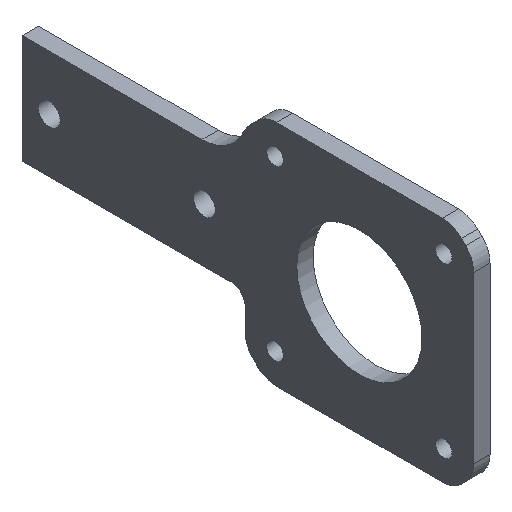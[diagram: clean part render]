
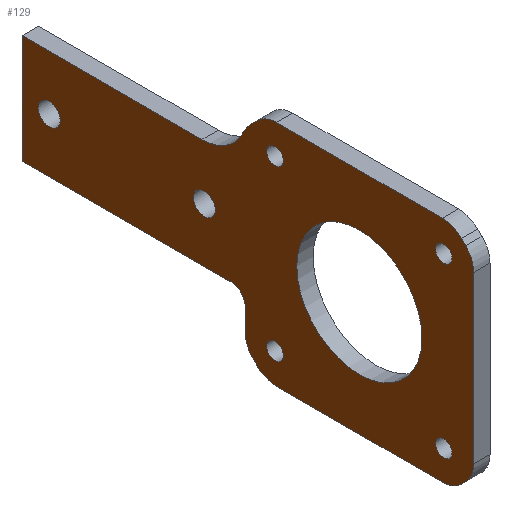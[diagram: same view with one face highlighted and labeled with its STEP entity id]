
A CAD part, isometric view. The second image highlights one B-rep face of the part: STEP entity #129.
In plain terms, the highlighted planar face has unit normal (-1, 0, 0).
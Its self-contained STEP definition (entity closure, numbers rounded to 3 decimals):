
#69=FACE_BOUND('',#205,.T.);
#70=FACE_BOUND('',#206,.T.);
#71=FACE_BOUND('',#207,.T.);
#72=FACE_BOUND('',#208,.T.);
#73=FACE_BOUND('',#209,.T.);
#74=FACE_BOUND('',#210,.T.);
#75=FACE_BOUND('',#211,.T.);
#76=FACE_BOUND('',#212,.T.);
#82=CIRCLE('',#612,1.5);
#84=CIRCLE('',#615,11.5);
#86=CIRCLE('',#618,1.5);
#88=CIRCLE('',#621,1.5);
#90=CIRCLE('',#625,1.5);
#103=CIRCLE('',#640,5.);
#104=CIRCLE('',#641,5.);
#105=CIRCLE('',#642,5.);
#106=CIRCLE('',#643,5.);
#107=CIRCLE('',#644,5.);
#108=CIRCLE('',#645,5.);
#109=CIRCLE('',#646,5.);
#110=CIRCLE('',#647,5.);
#111=CIRCLE('',#648,8.3);
#112=CIRCLE('',#649,2.6);
#113=CIRCLE('',#650,2.);
#114=CIRCLE('',#651,2.);
#129=ADVANCED_FACE('',(#69,#70,#71,#72,#73,#74,#75,#76),#154,.F.);
#154=PLANE('',#652);
#205=EDGE_LOOP('',(#300,#301,#302,#303,#304,#305,#306,#307,#308,#309,#310,
#311,#312,#313,#314,#315,#316,#317,#318,#319,#320));
#206=EDGE_LOOP('',(#321));
#207=EDGE_LOOP('',(#322));
#208=EDGE_LOOP('',(#323));
#209=EDGE_LOOP('',(#324));
#210=EDGE_LOOP('',(#325));
#211=EDGE_LOOP('',(#326));
#212=EDGE_LOOP('',(#327));
#300=ORIENTED_EDGE('',*,*,#456,.F.);
#301=ORIENTED_EDGE('',*,*,#497,.T.);
#302=ORIENTED_EDGE('',*,*,#452,.F.);
#303=ORIENTED_EDGE('',*,*,#498,.T.);
#304=ORIENTED_EDGE('',*,*,#448,.F.);
#305=ORIENTED_EDGE('',*,*,#499,.T.);
#306=ORIENTED_EDGE('',*,*,#444,.F.);
#307=ORIENTED_EDGE('',*,*,#500,.T.);
#308=ORIENTED_EDGE('',*,*,#440,.F.);
#309=ORIENTED_EDGE('',*,*,#501,.T.);
#310=ORIENTED_EDGE('',*,*,#476,.F.);
#311=ORIENTED_EDGE('',*,*,#502,.T.);
#312=ORIENTED_EDGE('',*,*,#464,.F.);
#313=ORIENTED_EDGE('',*,*,#503,.T.);
#314=ORIENTED_EDGE('',*,*,#462,.F.);
#315=ORIENTED_EDGE('',*,*,#504,.T.);
#316=ORIENTED_EDGE('',*,*,#505,.T.);
#317=ORIENTED_EDGE('',*,*,#506,.F.);
#318=ORIENTED_EDGE('',*,*,#507,.F.);
#319=ORIENTED_EDGE('',*,*,#508,.F.);
#320=ORIENTED_EDGE('',*,*,#509,.T.);
#321=ORIENTED_EDGE('',*,*,#475,.T.);
#322=ORIENTED_EDGE('',*,*,#473,.T.);
#323=ORIENTED_EDGE('',*,*,#471,.T.);
#324=ORIENTED_EDGE('',*,*,#469,.T.);
#325=ORIENTED_EDGE('',*,*,#481,.T.);
#326=ORIENTED_EDGE('',*,*,#510,.T.);
#327=ORIENTED_EDGE('',*,*,#511,.T.);
#384=VERTEX_POINT('',#843);
#385=VERTEX_POINT('',#844);
#388=VERTEX_POINT('',#852);
#389=VERTEX_POINT('',#853);
#392=VERTEX_POINT('',#861);
#393=VERTEX_POINT('',#862);
#396=VERTEX_POINT('',#870);
#397=VERTEX_POINT('',#871);
#400=VERTEX_POINT('',#879);
#401=VERTEX_POINT('',#880);
#406=VERTEX_POINT('',#891);
#407=VERTEX_POINT('',#893);
#408=VERTEX_POINT('',#897);
#409=VERTEX_POINT('',#898);
#413=VERTEX_POINT('',#908);
#415=VERTEX_POINT('',#913);
#417=VERTEX_POINT('',#918);
#419=VERTEX_POINT('',#923);
#420=VERTEX_POINT('',#926);
#421=VERTEX_POINT('',#927);
#425=VERTEX_POINT('',#937);
#433=VERTEX_POINT('',#970);
#434=VERTEX_POINT('',#972);
#435=VERTEX_POINT('',#974);
#436=VERTEX_POINT('',#976);
#437=VERTEX_POINT('',#978);
#438=VERTEX_POINT('',#981);
#439=VERTEX_POINT('',#983);
#440=EDGE_CURVE('',#384,#385,#517,.T.);
#444=EDGE_CURVE('',#388,#389,#521,.T.);
#448=EDGE_CURVE('',#392,#393,#525,.T.);
#452=EDGE_CURVE('',#396,#397,#529,.T.);
#456=EDGE_CURVE('',#400,#401,#533,.T.);
#462=EDGE_CURVE('',#406,#407,#539,.T.);
#464=EDGE_CURVE('',#408,#409,#541,.T.);
#469=EDGE_CURVE('',#413,#413,#82,.T.);
#471=EDGE_CURVE('',#415,#415,#84,.T.);
#473=EDGE_CURVE('',#417,#417,#86,.T.);
#475=EDGE_CURVE('',#419,#419,#88,.T.);
#476=EDGE_CURVE('',#420,#421,#545,.T.);
#481=EDGE_CURVE('',#425,#425,#90,.T.);
#497=EDGE_CURVE('',#400,#397,#103,.T.);
#498=EDGE_CURVE('',#396,#393,#104,.T.);
#499=EDGE_CURVE('',#392,#389,#105,.T.);
#500=EDGE_CURVE('',#388,#385,#106,.T.);
#501=EDGE_CURVE('',#384,#421,#107,.T.);
#502=EDGE_CURVE('',#420,#409,#108,.T.);
#503=EDGE_CURVE('',#408,#407,#109,.T.);
#504=EDGE_CURVE('',#406,#433,#110,.T.);
#505=EDGE_CURVE('',#433,#434,#111,.T.);
#506=EDGE_CURVE('',#435,#434,#552,.T.);
#507=EDGE_CURVE('',#436,#435,#553,.T.);
#508=EDGE_CURVE('',#437,#436,#554,.T.);
#509=EDGE_CURVE('',#437,#401,#112,.T.);
#510=EDGE_CURVE('',#438,#438,#113,.T.);
#511=EDGE_CURVE('',#439,#439,#114,.T.);
#517=LINE('',#842,#560);
#521=LINE('',#851,#564);
#525=LINE('',#860,#568);
#529=LINE('',#869,#572);
#533=LINE('',#878,#576);
#539=LINE('',#892,#582);
#541=LINE('',#896,#584);
#545=LINE('',#925,#588);
#552=LINE('',#973,#595);
#553=LINE('',#975,#596);
#554=LINE('',#977,#597);
#560=VECTOR('',#670,1.);
#564=VECTOR('',#676,1.);
#568=VECTOR('',#682,1.);
#572=VECTOR('',#688,1.);
#576=VECTOR('',#694,1.);
#582=VECTOR('',#702,1.);
#584=VECTOR('',#706,1.);
#588=VECTOR('',#736,1.);
#595=VECTOR('',#795,1.);
#596=VECTOR('',#796,1.);
#597=VECTOR('',#797,1.);
#612=AXIS2_PLACEMENT_3D('',#907,#714,#715);
#615=AXIS2_PLACEMENT_3D('',#912,#720,#721);
#618=AXIS2_PLACEMENT_3D('',#917,#726,#727);
#621=AXIS2_PLACEMENT_3D('',#922,#732,#733);
#625=AXIS2_PLACEMENT_3D('',#936,#744,#745);
#640=AXIS2_PLACEMENT_3D('',#962,#777,#778);
#641=AXIS2_PLACEMENT_3D('',#963,#779,#780);
#642=AXIS2_PLACEMENT_3D('',#964,#781,#782);
#643=AXIS2_PLACEMENT_3D('',#965,#783,#784);
#644=AXIS2_PLACEMENT_3D('',#966,#785,#786);
#645=AXIS2_PLACEMENT_3D('',#967,#787,#788);
#646=AXIS2_PLACEMENT_3D('',#968,#789,#790);
#647=AXIS2_PLACEMENT_3D('',#969,#791,#792);
#648=AXIS2_PLACEMENT_3D('',#971,#793,#794);
#649=AXIS2_PLACEMENT_3D('',#979,#798,#799);
#650=AXIS2_PLACEMENT_3D('',#980,#800,#801);
#651=AXIS2_PLACEMENT_3D('',#982,#802,#803);
#652=AXIS2_PLACEMENT_3D('',#984,#804,#805);
#670=DIRECTION('',(0.,0.,-1.));
#676=DIRECTION('',(0.,0.707,-0.707));
#682=DIRECTION('',(0.,1.,0.));
#688=DIRECTION('',(0.,0.707,0.707));
#694=DIRECTION('',(0.,0.,1.));
#702=DIRECTION('',(0.,-0.707,0.707));
#706=DIRECTION('',(0.,-1.,0.));
#714=DIRECTION('',(1.,0.,0.));
#715=DIRECTION('',(0.,1.,0.));
#720=DIRECTION('',(1.,0.,0.));
#721=DIRECTION('',(0.,1.,0.));
#726=DIRECTION('',(1.,0.,0.));
#727=DIRECTION('',(0.,1.,0.));
#732=DIRECTION('',(1.,0.,0.));
#733=DIRECTION('',(0.,1.,0.));
#736=DIRECTION('',(0.,-0.707,-0.707));
#744=DIRECTION('',(1.,0.,0.));
#745=DIRECTION('',(0.,1.,0.));
#777=DIRECTION('',(-1.,0.,0.));
#778=DIRECTION('',(0.,0.,-1.));
#779=DIRECTION('',(-1.,0.,0.));
#780=DIRECTION('',(0.,0.,-1.));
#781=DIRECTION('',(-1.,0.,0.));
#782=DIRECTION('',(0.,0.,-1.));
#783=DIRECTION('',(-1.,0.,0.));
#784=DIRECTION('',(0.,0.,-1.));
#785=DIRECTION('',(-1.,0.,0.));
#786=DIRECTION('',(0.,0.,-1.));
#787=DIRECTION('',(-1.,0.,0.));
#788=DIRECTION('',(0.,0.,-1.));
#789=DIRECTION('',(-1.,0.,0.));
#790=DIRECTION('',(0.,0.,-1.));
#791=DIRECTION('',(-1.,0.,0.));
#792=DIRECTION('',(0.,0.,-1.));
#793=DIRECTION('',(1.,0.,0.));
#794=DIRECTION('',(0.,0.,-1.));
#795=DIRECTION('',(0.,-1.,0.));
#796=DIRECTION('',(0.,0.,1.));
#797=DIRECTION('',(0.,1.,0.));
#798=DIRECTION('',(1.,0.,0.));
#799=DIRECTION('',(0.,0.,-1.));
#800=DIRECTION('',(1.,0.,0.));
#801=DIRECTION('',(0.,-1.,0.));
#802=DIRECTION('',(1.,0.,0.));
#803=DIRECTION('',(0.,-1.,0.));
#804=DIRECTION('',(1.,0.,0.));
#805=DIRECTION('',(0.,0.,-1.));
#842=CARTESIAN_POINT('',(-2.221,-212.925,65.759));
#843=CARTESIAN_POINT('',(-2.221,-212.925,63.688));
#844=CARTESIAN_POINT('',(-2.221,-212.925,33.23));
#851=CARTESIAN_POINT('',(-2.221,-212.925,31.159));
#852=CARTESIAN_POINT('',(-2.221,-211.46,29.695));
#853=CARTESIAN_POINT('',(-2.221,-210.689,28.924));
#860=CARTESIAN_POINT('',(-2.221,-209.225,27.459));
#861=CARTESIAN_POINT('',(-2.221,-207.154,27.459));
#862=CARTESIAN_POINT('',(-2.221,-176.696,27.459));
#869=CARTESIAN_POINT('',(-2.221,-174.625,27.459));
#870=CARTESIAN_POINT('',(-2.221,-173.16,28.924));
#871=CARTESIAN_POINT('',(-2.221,-172.389,29.695));
#878=CARTESIAN_POINT('',(-2.221,-170.925,31.159));
#879=CARTESIAN_POINT('',(-2.221,-170.925,33.23));
#880=CARTESIAN_POINT('',(-2.221,-170.925,37.302));
#891=CARTESIAN_POINT('',(-2.221,-171.695,66.529));
#892=CARTESIAN_POINT('',(-2.221,-170.925,65.759));
#893=CARTESIAN_POINT('',(-2.221,-173.16,67.995));
#896=CARTESIAN_POINT('',(-2.221,-174.625,69.459));
#897=CARTESIAN_POINT('',(-2.221,-176.696,69.459));
#898=CARTESIAN_POINT('',(-2.221,-207.154,69.459));
#907=CARTESIAN_POINT('',(-2.221,-176.423,32.957));
#908=CARTESIAN_POINT('',(-2.221,-174.923,32.957));
#912=CARTESIAN_POINT('',(-2.221,-191.925,48.459));
#913=CARTESIAN_POINT('',(-2.221,-180.425,48.459));
#917=CARTESIAN_POINT('',(-2.221,-207.427,63.961));
#918=CARTESIAN_POINT('',(-2.221,-205.927,63.961));
#922=CARTESIAN_POINT('',(-2.221,-207.427,32.957));
#923=CARTESIAN_POINT('',(-2.221,-205.927,32.957));
#925=CARTESIAN_POINT('',(-2.221,-209.225,69.459));
#926=CARTESIAN_POINT('',(-2.221,-210.689,67.995));
#927=CARTESIAN_POINT('',(-2.221,-211.46,67.224));
#936=CARTESIAN_POINT('',(-2.221,-176.423,63.961));
#937=CARTESIAN_POINT('',(-2.221,-174.923,63.961));
#962=CARTESIAN_POINT('',(-2.221,-175.925,33.23));
#963=CARTESIAN_POINT('',(-2.221,-176.696,32.459));
#964=CARTESIAN_POINT('',(-2.221,-207.154,32.459));
#965=CARTESIAN_POINT('',(-2.221,-207.925,33.23));
#966=CARTESIAN_POINT('',(-2.221,-207.925,63.688));
#967=CARTESIAN_POINT('',(-2.221,-207.154,64.459));
#968=CARTESIAN_POINT('',(-2.221,-176.696,64.459));
#969=CARTESIAN_POINT('',(-2.221,-175.23,62.993));
#970=CARTESIAN_POINT('',(-2.221,-170.63,64.952));
#971=CARTESIAN_POINT('',(-2.221,-162.993,68.202));
#972=CARTESIAN_POINT('',(-2.221,-162.993,59.902));
#973=CARTESIAN_POINT('',(-2.221,-170.925,59.902));
#974=CARTESIAN_POINT('',(-2.221,-129.925,59.902));
#975=CARTESIAN_POINT('',(-2.221,-129.925,59.902));
#976=CARTESIAN_POINT('',(-2.221,-129.925,39.902));
#977=CARTESIAN_POINT('',(-2.221,-129.925,39.902));
#978=CARTESIAN_POINT('',(-2.221,-168.325,39.902));
#979=CARTESIAN_POINT('',(-2.221,-168.325,37.302));
#980=CARTESIAN_POINT('',(-2.221,-163.425,49.902));
#981=CARTESIAN_POINT('',(-2.221,-165.425,49.902));
#982=CARTESIAN_POINT('',(-2.221,-134.925,49.902));
#983=CARTESIAN_POINT('',(-2.221,-136.925,49.902));
#984=CARTESIAN_POINT('',(-2.221,-207.427,32.957));
